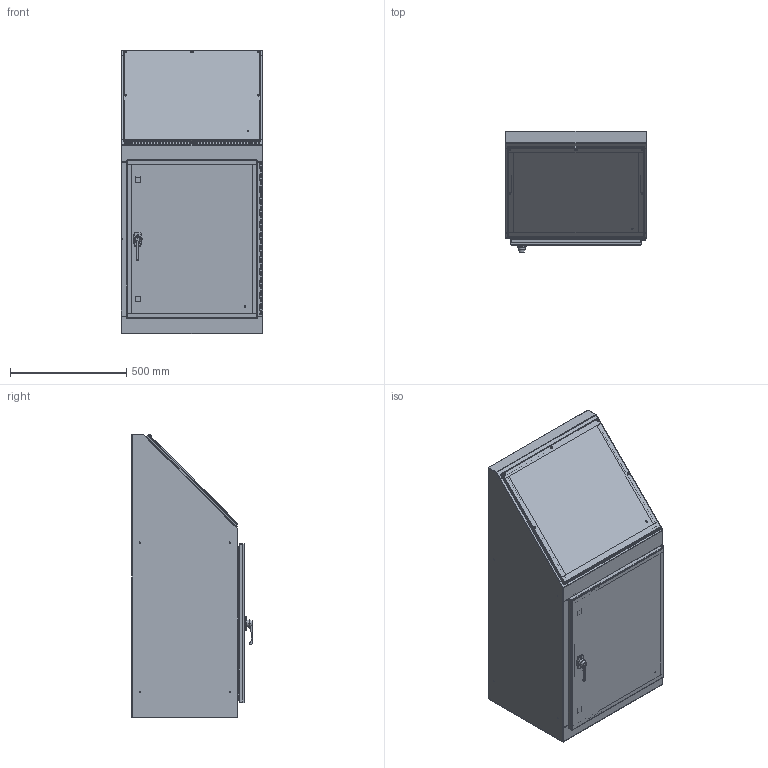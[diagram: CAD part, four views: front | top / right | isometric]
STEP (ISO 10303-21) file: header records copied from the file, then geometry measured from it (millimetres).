
FILE_DESCRIPTION (( 'STEP AP203' ), '1' );
FILE_NAME ('1471C24_Default.step', '2019-11-12T15:40:45', ( '' ), ( '' ), 'SwSTEP 2.0', 'SolidWorks 2019', '' );
FILE_SCHEMA (( 'CONFIG_CONTROL_DESIGN' ));
Length unit declared in the file: inch
Products named in the file (1): 1471C24_Default
Bounding box: 609.6 x 519.81 x 1219.2 mm (x, y, z)
Volume: 8679115.9 mm3; surface area: 8551038.4 mm2
Topology: 107 solids, 107 shells, 2235 faces, 5629 edges, 3653 vertices
Faces by surface type: plane 1100, cylinder 892, bspline 198, cone 41, torus 4
Entity records: 74811 total; most frequent: CARTESIAN_POINT 20740, ORIENTED_EDGE 11240, DIRECTION 11208, EDGE_CURVE 5620, AXIS2_PLACEMENT_3D 3974, VERTEX_POINT 3653, LINE 3260, VECTOR 3260
